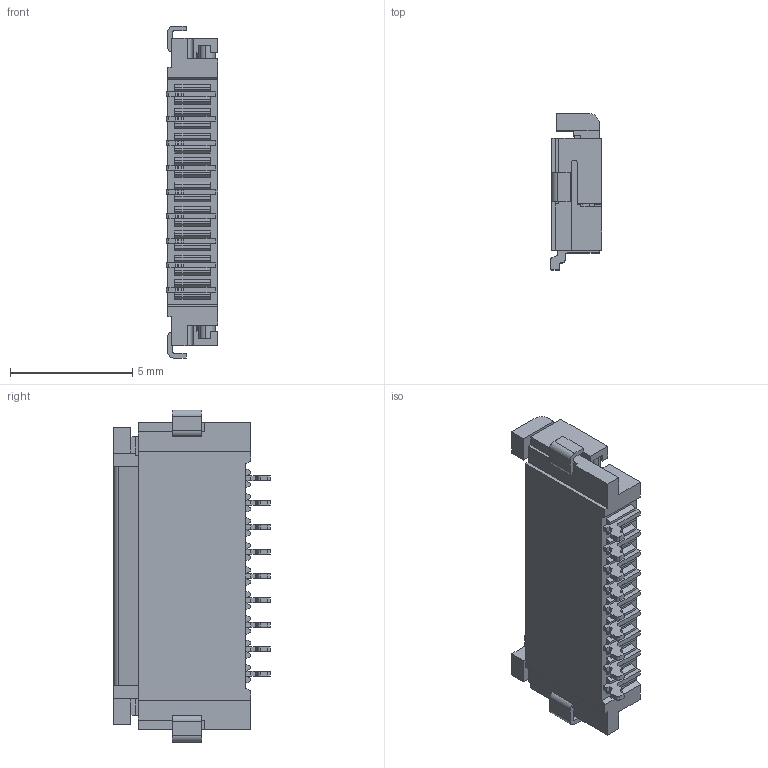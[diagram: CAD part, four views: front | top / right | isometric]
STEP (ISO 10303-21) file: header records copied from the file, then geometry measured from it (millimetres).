
FILE_DESCRIPTION(('OneSpaceDesigner STEP Export'),'2;1');
FILE_NAME('FH12-9S-1SH.stp','2007-03-15T19:25:39',(''),(''),'OneSpace Designer STEP processor (Jan. 2003) for AP214(CD)(Solid Model)','OneSpace Designer 12.00 10-Sep-2003 (C) CoCreate Software GmbH','');
FILE_SCHEMA(('AUTOMOTIVE_DESIGN_CC2 {1 2 10303 214 -1 1 5 1}'));
Length unit declared in the file: millimetre
Products named in the file (2): FH12-9S-1SH_Èª
Assembly tree (1 placements, depth 2):
  FH12-9S-1SH_Èª
    FH12-9S-1SH_Èª
Bounding box: 2.1 x 6.4 x 13.6 mm (x, y, z)
Volume: 100.8 mm3; surface area: 346.6 mm2
Topology: 1 solids, 1 shells, 526 faces, 1497 edges, 976 vertices
Faces by surface type: plane 454, cylinder 72
Entity records: 16545 total; most frequent: ORIENTED_EDGE 2994, CARTESIAN_POINT 2932, DIRECTION 2595, EDGE_CURVE 1497, VECTOR 1317, LINE 1317, VERTEX_POINT 976, AXIS2_PLACEMENT_3D 639
